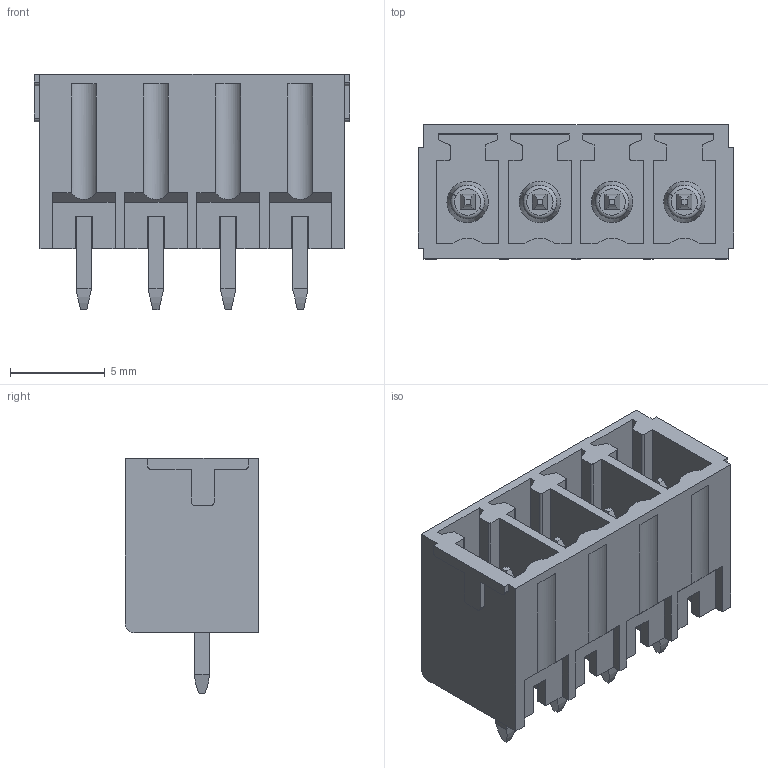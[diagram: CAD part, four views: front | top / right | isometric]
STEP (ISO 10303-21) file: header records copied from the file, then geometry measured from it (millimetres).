
FILE_DESCRIPTION(('CATIA V5 STEP Exchange','CAx-IF Rec.Pracs.--- Model Styling and Organization---1.4--- 2014-01-23'),'2;1');
FILE_NAME ('D1486520_0_1793630000_1793630000.stp','2021-05-19T13:18:42+00:00',('none'),('Weidmueller'),'CATIA Version 5-6 Release 2016 SP3 HF44','CATIA V5 STEP AP214','none');
FILE_SCHEMA(('AUTOMOTIVE_DESIGN { 1 0 10303 214 1 1 1 1 }'));
Length unit declared in the file: millimetre
Products named in the file (1): 1793630000
Bounding box: 16.63 x 7.05 x 12.4 mm (x, y, z)
Volume: 481.6 mm3; surface area: 1569.1 mm2
Topology: 5 solids, 5 shells, 327 faces, 934 edges, 629 vertices
Faces by surface type: plane 238, cylinder 73, cone 8, torus 8
Entity records: 10655 total; most frequent: CARTESIAN_POINT 2135, ORIENTED_EDGE 1868, DIRECTION 1373, EDGE_CURVE 934, VECTOR 740, LINE 740, VERTEX_POINT 629, AXIS2_PLACEMENT_3D 392
